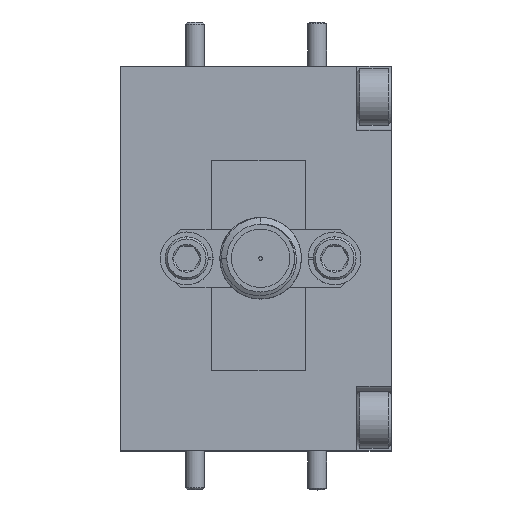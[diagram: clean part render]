
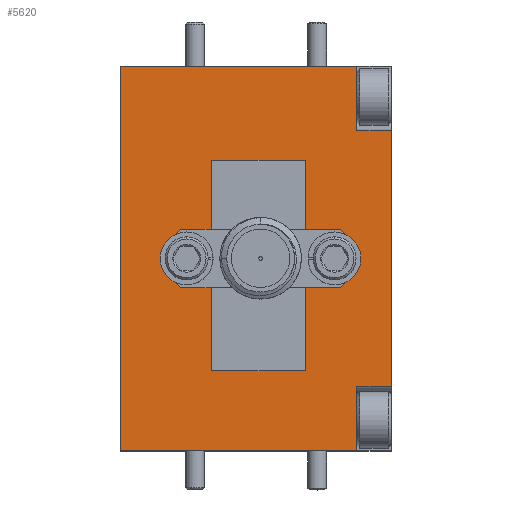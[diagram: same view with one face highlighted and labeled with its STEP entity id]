
A CAD part, top view. The second image highlights one B-rep face of the part: STEP entity #5620.
In plain terms, the highlighted planar face has unit normal (0, 0, 1).
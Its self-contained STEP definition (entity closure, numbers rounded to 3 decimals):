
#53 = LINE ( 'NONE', #1418, #16827 ) ;
#215 = ORIENTED_EDGE ( 'NONE', *, *, #9244, .T. ) ;
#240 = CARTESIAN_POINT ( 'NONE',  ( 27.668, 37.8, 65.403 ) ) ;
#379 = DIRECTION ( 'NONE',  ( 0., 0., 1. ) ) ;
#457 = DIRECTION ( 'NONE',  ( 1., 0., 0. ) ) ;
#513 = CIRCLE ( 'NONE', #15731, 0.889 ) ;
#529 = CARTESIAN_POINT ( 'NONE',  ( 31.911, 40.225, 65.403 ) ) ;
#820 = LINE ( 'NONE', #4560, #9764 ) ;
#830 = VERTEX_POINT ( 'NONE', #15798 ) ;
#1045 = VECTOR ( 'NONE', #7010, 1000. ) ;
#1113 = CARTESIAN_POINT ( 'NONE',  ( 30.057, 29.669, 65.403 ) ) ;
#1296 = DIRECTION ( 'NONE',  ( -1., 0., 0. ) ) ;
#1320 = EDGE_LOOP ( 'NONE', ( #1465, #16125, #2966, #15221 ) ) ;
#1418 = CARTESIAN_POINT ( 'NONE',  ( 34.756, 13.794, 65.403 ) ) ;
#1465 = ORIENTED_EDGE ( 'NONE', *, *, #15849, .T. ) ;
#1522 = LINE ( 'NONE', #240, #14783 ) ;
#1764 = EDGE_CURVE ( 'NONE', #4854, #11408, #513, .T. ) ;
#1787 = EDGE_CURVE ( 'NONE', #4571, #9390, #10924, .T. ) ;
#1859 = VECTOR ( 'NONE', #3199, 1000. ) ;
#1885 = CARTESIAN_POINT ( 'NONE',  ( 34.756, 19.112, 65.403 ) ) ;
#2168 = LINE ( 'NONE', #7359, #7869 ) ;
#2182 = EDGE_LOOP ( 'NONE', ( #14756, #5610 ) ) ;
#2242 = VERTEX_POINT ( 'NONE', #13456 ) ;
#2246 = DIRECTION ( 'NONE',  ( 1., 0., 0. ) ) ;
#2301 = VERTEX_POINT ( 'NONE', #1885 ) ;
#2321 = DIRECTION ( 'NONE',  ( 0., 1., 0. ) ) ;
#2434 = DIRECTION ( 'NONE',  ( 0., -1., 0. ) ) ;
#2478 = CARTESIAN_POINT ( 'NONE',  ( 18.754, 29.669, 65.403 ) ) ;
#2596 = EDGE_CURVE ( 'NONE', #11408, #4854, #9769, .T. ) ;
#2694 = CARTESIAN_POINT ( 'NONE',  ( 17.865, 29.669, 65.403 ) ) ;
#2702 = DIRECTION ( 'NONE',  ( 1., 0., 0. ) ) ;
#2962 = ORIENTED_EDGE ( 'NONE', *, *, #1787, .F. ) ;
#2966 = ORIENTED_EDGE ( 'NONE', *, *, #10845, .T. ) ;
#2996 = VERTEX_POINT ( 'NONE', #6625 ) ;
#3175 = ORIENTED_EDGE ( 'NONE', *, *, #9411, .F. ) ;
#3199 = DIRECTION ( 'NONE',  ( 0., -1., 0. ) ) ;
#3572 = DIRECTION ( 'NONE',  ( 0., 0., 1. ) ) ;
#3753 = CARTESIAN_POINT ( 'NONE',  ( 12.404, 45.544, 65.403 ) ) ;
#3822 = DIRECTION ( 'NONE',  ( 1., 0., 0. ) ) ;
#3837 = CARTESIAN_POINT ( 'NONE',  ( 23.58, 45.544, 65.403 ) ) ;
#4082 = EDGE_CURVE ( 'NONE', #4571, #6847, #15469, .T. ) ;
#4415 = VECTOR ( 'NONE', #6231, 1000. ) ;
#4522 = VERTEX_POINT ( 'NONE', #14082 ) ;
#4537 = CARTESIAN_POINT ( 'NONE',  ( 16.976, 29.669, 65.403 ) ) ;
#4541 = CARTESIAN_POINT ( 'NONE',  ( 24.389, 40.225, 65.403 ) ) ;
#4560 = CARTESIAN_POINT ( 'NONE',  ( 12.404, 13.794, 65.403 ) ) ;
#4571 = VERTEX_POINT ( 'NONE', #13159 ) ;
#4581 = FACE_BOUND ( 'NONE', #7133, .T. ) ;
#4582 = VECTOR ( 'NONE', #15212, 1000. ) ;
#4790 = DIRECTION ( 'NONE',  ( -1., 0., 0. ) ) ;
#4847 = DIRECTION ( 'NONE',  ( 1., 0., 0. ) ) ;
#4854 = VERTEX_POINT ( 'NONE', #4537 ) ;
#4936 = DIRECTION ( 'NONE',  ( 1., 0., 0. ) ) ;
#5126 = CARTESIAN_POINT ( 'NONE',  ( 24.389, 19.112, 65.403 ) ) ;
#5128 = VERTEX_POINT ( 'NONE', #529 ) ;
#5211 = EDGE_CURVE ( 'NONE', #10190, #2996, #5734, .T. ) ;
#5430 = ORIENTED_EDGE ( 'NONE', *, *, #14833, .T. ) ;
#5572 = CARTESIAN_POINT ( 'NONE',  ( 23.58, 13.794, 65.403 ) ) ;
#5595 = ORIENTED_EDGE ( 'NONE', *, *, #8866, .T. ) ;
#5610 = ORIENTED_EDGE ( 'NONE', *, *, #15283, .F. ) ;
#5620 = ADVANCED_FACE ( 'NONE', ( #6977, #4581, #11216, #9621 ), #9861, .F. ) ;
#5734 = CIRCLE ( 'NONE', #10346, 0.889 ) ;
#6070 = LINE ( 'NONE', #4541, #12214 ) ;
#6231 = DIRECTION ( 'NONE',  ( 1., 0., 0. ) ) ;
#6293 = VERTEX_POINT ( 'NONE', #12601 ) ;
#6625 = CARTESIAN_POINT ( 'NONE',  ( 29.168, 29.669, 65.403 ) ) ;
#6847 = VERTEX_POINT ( 'NONE', #14021 ) ;
#6879 = LINE ( 'NONE', #14777, #1859 ) ;
#6888 = VECTOR ( 'NONE', #2321, 1000. ) ;
#6977 = FACE_BOUND ( 'NONE', #2182, .T. ) ;
#7010 = DIRECTION ( 'NONE',  ( -1., 0., 0. ) ) ;
#7023 = CARTESIAN_POINT ( 'NONE',  ( 31.911, 45.544, 65.403 ) ) ;
#7061 = AXIS2_PLACEMENT_3D ( 'NONE', #12844, #10297, #3822 ) ;
#7133 = EDGE_LOOP ( 'NONE', ( #16254, #14464 ) ) ;
#7359 = CARTESIAN_POINT ( 'NONE',  ( 27.668, 20.398, 65.403 ) ) ;
#7806 = ORIENTED_EDGE ( 'NONE', *, *, #9646, .F. ) ;
#7811 = DIRECTION ( 'NONE',  ( 0., 1., 0. ) ) ;
#7869 = VECTOR ( 'NONE', #4790, 1000. ) ;
#7882 = CARTESIAN_POINT ( 'NONE',  ( 12.404, 13.794, 65.403 ) ) ;
#7974 = AXIS2_PLACEMENT_3D ( 'NONE', #14125, #11489, #4847 ) ;
#8440 = ORIENTED_EDGE ( 'NONE', *, *, #4082, .T. ) ;
#8668 = CARTESIAN_POINT ( 'NONE',  ( 19.904, 20.398, 65.403 ) ) ;
#8866 = EDGE_CURVE ( 'NONE', #5128, #16314, #13691, .T. ) ;
#9244 = EDGE_CURVE ( 'NONE', #12489, #9390, #820, .T. ) ;
#9390 = VERTEX_POINT ( 'NONE', #7882 ) ;
#9411 = EDGE_CURVE ( 'NONE', #830, #2301, #53, .T. ) ;
#9621 = FACE_BOUND ( 'NONE', #1320, .T. ) ;
#9646 = EDGE_CURVE ( 'NONE', #5128, #830, #6070, .T. ) ;
#9764 = VECTOR ( 'NONE', #12636, 1000. ) ;
#9769 = CIRCLE ( 'NONE', #7061, 0.889 ) ;
#9860 = CARTESIAN_POINT ( 'NONE',  ( 31.911, 13.794, 65.403 ) ) ;
#9861 = PLANE ( 'NONE',  #12528 ) ;
#10190 = VERTEX_POINT ( 'NONE', #15235 ) ;
#10297 = DIRECTION ( 'NONE',  ( 0., 0., 1. ) ) ;
#10337 = EDGE_CURVE ( 'NONE', #2242, #6293, #6879, .T. ) ;
#10346 = AXIS2_PLACEMENT_3D ( 'NONE', #1113, #3572, #4936 ) ;
#10404 = CARTESIAN_POINT ( 'NONE',  ( 19.904, 37.8, 65.403 ) ) ;
#10527 = ORIENTED_EDGE ( 'NONE', *, *, #11423, .T. ) ;
#10845 = EDGE_CURVE ( 'NONE', #6293, #14466, #2168, .T. ) ;
#10924 = LINE ( 'NONE', #5572, #1045 ) ;
#11216 = FACE_OUTER_BOUND ( 'NONE', #12828, .T. ) ;
#11408 = VERTEX_POINT ( 'NONE', #2478 ) ;
#11423 = EDGE_CURVE ( 'NONE', #16314, #12489, #15673, .T. ) ;
#11489 = DIRECTION ( 'NONE',  ( 0., 0., 1. ) ) ;
#12214 = VECTOR ( 'NONE', #2246, 1000. ) ;
#12489 = VERTEX_POINT ( 'NONE', #3753 ) ;
#12528 = AXIS2_PLACEMENT_3D ( 'NONE', #13602, #16162, #16408 ) ;
#12529 = LINE ( 'NONE', #5126, #4415 ) ;
#12601 = CARTESIAN_POINT ( 'NONE',  ( 27.668, 20.398, 65.403 ) ) ;
#12636 = DIRECTION ( 'NONE',  ( 0., -1., 0. ) ) ;
#12828 = EDGE_LOOP ( 'NONE', ( #2962, #8440, #5430, #3175, #7806, #5595, #10527, #215 ) ) ;
#12844 = CARTESIAN_POINT ( 'NONE',  ( 17.865, 29.669, 65.403 ) ) ;
#12869 = LINE ( 'NONE', #10404, #6888 ) ;
#12913 = CARTESIAN_POINT ( 'NONE',  ( 31.911, 13.794, 65.403 ) ) ;
#13136 = CIRCLE ( 'NONE', #7974, 0.889 ) ;
#13159 = CARTESIAN_POINT ( 'NONE',  ( 31.911, 13.794, 65.403 ) ) ;
#13456 = CARTESIAN_POINT ( 'NONE',  ( 27.668, 37.8, 65.403 ) ) ;
#13504 = VECTOR ( 'NONE', #7811, 1000. ) ;
#13602 = CARTESIAN_POINT ( 'NONE',  ( 23.58, 13.794, 65.403 ) ) ;
#13691 = LINE ( 'NONE', #9860, #4582 ) ;
#14021 = CARTESIAN_POINT ( 'NONE',  ( 31.911, 19.112, 65.403 ) ) ;
#14082 = CARTESIAN_POINT ( 'NONE',  ( 19.904, 37.8, 65.403 ) ) ;
#14125 = CARTESIAN_POINT ( 'NONE',  ( 30.057, 29.669, 65.403 ) ) ;
#14464 = ORIENTED_EDGE ( 'NONE', *, *, #1764, .F. ) ;
#14466 = VERTEX_POINT ( 'NONE', #8668 ) ;
#14756 = ORIENTED_EDGE ( 'NONE', *, *, #5211, .F. ) ;
#14777 = CARTESIAN_POINT ( 'NONE',  ( 27.668, 37.8, 65.403 ) ) ;
#14783 = VECTOR ( 'NONE', #2702, 1000. ) ;
#14833 = EDGE_CURVE ( 'NONE', #6847, #2301, #12529, .T. ) ;
#14933 = EDGE_CURVE ( 'NONE', #14466, #4522, #12869, .T. ) ;
#15212 = DIRECTION ( 'NONE',  ( 0., 1., 0. ) ) ;
#15221 = ORIENTED_EDGE ( 'NONE', *, *, #14933, .T. ) ;
#15235 = CARTESIAN_POINT ( 'NONE',  ( 30.946, 29.669, 65.403 ) ) ;
#15283 = EDGE_CURVE ( 'NONE', #2996, #10190, #13136, .T. ) ;
#15366 = VECTOR ( 'NONE', #1296, 1000. ) ;
#15469 = LINE ( 'NONE', #12913, #13504 ) ;
#15673 = LINE ( 'NONE', #3837, #15366 ) ;
#15731 = AXIS2_PLACEMENT_3D ( 'NONE', #2694, #379, #457 ) ;
#15798 = CARTESIAN_POINT ( 'NONE',  ( 34.756, 40.225, 65.403 ) ) ;
#15849 = EDGE_CURVE ( 'NONE', #4522, #2242, #1522, .T. ) ;
#16125 = ORIENTED_EDGE ( 'NONE', *, *, #10337, .T. ) ;
#16162 = DIRECTION ( 'NONE',  ( 0., 0., -1. ) ) ;
#16254 = ORIENTED_EDGE ( 'NONE', *, *, #2596, .F. ) ;
#16314 = VERTEX_POINT ( 'NONE', #7023 ) ;
#16408 = DIRECTION ( 'NONE',  ( -1., 0., 0. ) ) ;
#16827 = VECTOR ( 'NONE', #2434, 1000. ) ;
